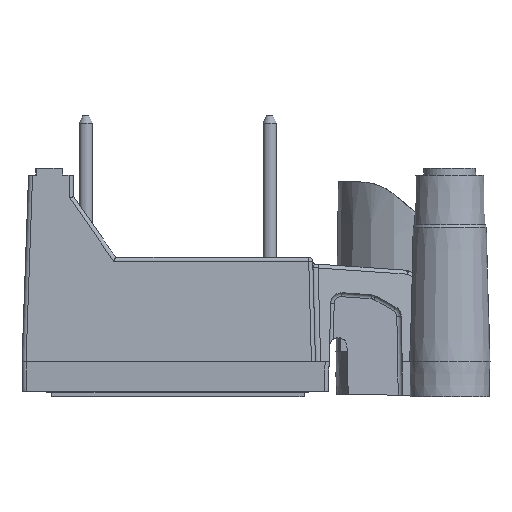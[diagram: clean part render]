
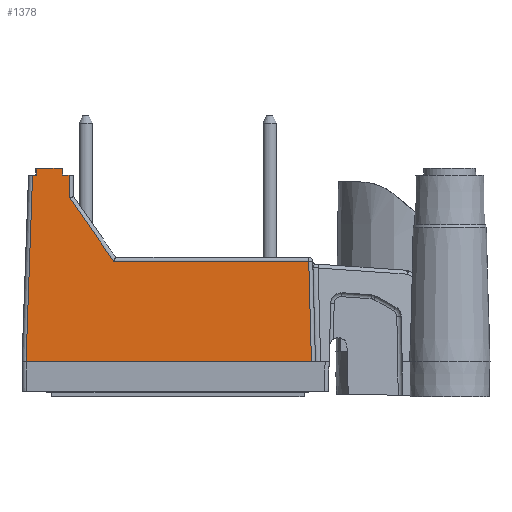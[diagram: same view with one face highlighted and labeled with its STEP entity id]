
A CAD part, left-side view. The second image highlights one B-rep face of the part: STEP entity #1378.
In plain terms, the highlighted planar face has unit normal (-1, 0, 0.026).
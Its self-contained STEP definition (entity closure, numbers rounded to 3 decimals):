
#1378 = ADVANCED_FACE( '', ( #3593 ), #3594, .T. );
#3593 = FACE_OUTER_BOUND( '', #8077, .T. );
#3594 = PLANE( '', #8078 );
#8077 = EDGE_LOOP( '', ( #14760, #14761, #14762, #14763, #14764, #14765, #14766, #14767, #14768, #14769, #14770 ) );
#8078 = AXIS2_PLACEMENT_3D( '', #14771, #14772, #14773 );
#14760 = ORIENTED_EDGE( '', *, *, #22881, .T. );
#14761 = ORIENTED_EDGE( '', *, *, #22882, .T. );
#14762 = ORIENTED_EDGE( '', *, *, #22883, .T. );
#14763 = ORIENTED_EDGE( '', *, *, #22106, .T. );
#14764 = ORIENTED_EDGE( '', *, *, #22884, .T. );
#14765 = ORIENTED_EDGE( '', *, *, #22885, .F. );
#14766 = ORIENTED_EDGE( '', *, *, #22886, .T. );
#14767 = ORIENTED_EDGE( '', *, *, #22887, .T. );
#14768 = ORIENTED_EDGE( '', *, *, #22888, .F. );
#14769 = ORIENTED_EDGE( '', *, *, #22889, .T. );
#14770 = ORIENTED_EDGE( '', *, *, #22721, .T. );
#14771 = CARTESIAN_POINT( '', ( -17.3, -0.035, 2.305 ) );
#14772 = DIRECTION( '', ( -1., 0., 0.026 ) );
#14773 = DIRECTION( '', ( 0.026, 0., 1. ) );
#22106 = EDGE_CURVE( '', #25422, #25420, #25423, .T. );
#22721 = EDGE_CURVE( '', #26488, #26486, #26489, .T. );
#22881 = EDGE_CURVE( '', #26486, #26755, #26756, .F. );
#22882 = EDGE_CURVE( '', #26755, #26757, #26758, .F. );
#22883 = EDGE_CURVE( '', #26757, #25422, #26759, .T. );
#22884 = EDGE_CURVE( '', #25420, #26760, #26761, .T. );
#22885 = EDGE_CURVE( '', #26762, #26760, #26763, .F. );
#22886 = EDGE_CURVE( '', #26762, #26764, #26765, .T. );
#22887 = EDGE_CURVE( '', #26764, #26766, #26767, .T. );
#22888 = EDGE_CURVE( '', #26768, #26766, #26769, .F. );
#22889 = EDGE_CURVE( '', #26768, #26488, #26770, .F. );
#25420 = VERTEX_POINT( '', #30264 );
#25422 = VERTEX_POINT( '', #30266 );
#25423 = ELLIPSE( '', #30267, 54.356, 1.061 );
#26486 = VERTEX_POINT( '', #32610 );
#26488 = VERTEX_POINT( '', #32612 );
#26489 = LINE( '', #32613, #32614 );
#26755 = VERTEX_POINT( '', #33078 );
#26756 = LINE( '', #33079, #33080 );
#26757 = VERTEX_POINT( '', #33081 );
#26758 = LINE( '', #33082, #33083 );
#26759 = LINE( '', #33084, #33085 );
#26760 = VERTEX_POINT( '', #33086 );
#26761 = LINE( '', #33087, #33088 );
#26762 = VERTEX_POINT( '', #33089 );
#26763 = ELLIPSE( '', #33090, 54.356, 1.061 );
#26764 = VERTEX_POINT( '', #33091 );
#26765 = LINE( '', #33092, #33093 );
#26766 = VERTEX_POINT( '', #33094 );
#26767 = LINE( '', #33095, #33096 );
#26768 = VERTEX_POINT( '', #33097 );
#26769 = LINE( '', #33098, #33099 );
#26770 = LINE( '', #33100, #33101 );
#30264 = CARTESIAN_POINT( '', ( -16.923, 8.609, 16.705 ) );
#30266 = CARTESIAN_POINT( '', ( -16.936, 8.605, 16.205 ) );
#30267 = AXIS2_PLACEMENT_3D( '', #39508, #39509, #39510 );
#32610 = CARTESIAN_POINT( '', ( -17.103, 4.77, 9.813 ) );
#32612 = CARTESIAN_POINT( '', ( -17.103, -9.754, 9.813 ) );
#32613 = CARTESIAN_POINT( '', ( -17.103, 4.614, 9.813 ) );
#32614 = VECTOR( '', #40152, 1000. );
#33078 = CARTESIAN_POINT( '', ( -16.98, 8.063, 14.516 ) );
#33079 = CARTESIAN_POINT( '', ( -17.294, -0.339, 2.518 ) );
#33080 = VECTOR( '', #40302, 1000. );
#33081 = CARTESIAN_POINT( '', ( -16.936, 8.093, 16.205 ) );
#33082 = CARTESIAN_POINT( '', ( -17.304, 7.848, 2.168 ) );
#33083 = VECTOR( '', #40303, 1000. );
#33084 = CARTESIAN_POINT( '', ( -16.936, -0.035, 16.205 ) );
#33085 = VECTOR( '', #40304, 1000. );
#33086 = CARTESIAN_POINT( '', ( -16.923, 10.508, 16.705 ) );
#33087 = CARTESIAN_POINT( '', ( -16.923, -0.035, 16.705 ) );
#33088 = VECTOR( '', #40305, 1000. );
#33089 = CARTESIAN_POINT( '', ( -16.936, 10.513, 16.205 ) );
#33090 = AXIS2_PLACEMENT_3D( '', #40306, #40307, #40308 );
#33091 = CARTESIAN_POINT( '', ( -16.936, 10.815, 16.205 ) );
#33092 = CARTESIAN_POINT( '', ( -16.936, -0.035, 16.205 ) );
#33093 = VECTOR( '', #40309, 1000. );
#33094 = CARTESIAN_POINT( '', ( -17.3, 11.3, 2.305 ) );
#33095 = CARTESIAN_POINT( '', ( -17.29, 11.286, 2.701 ) );
#33096 = VECTOR( '', #40310, 1000. );
#33097 = CARTESIAN_POINT( '', ( -17.3, -9.95, 2.305 ) );
#33098 = CARTESIAN_POINT( '', ( -17.3, -0.035, 2.305 ) );
#33099 = VECTOR( '', #40311, 1000. );
#33100 = CARTESIAN_POINT( '', ( -17.096, -9.746, 10.098 ) );
#33101 = VECTOR( '', #40312, 1000. );
#39508 = CARTESIAN_POINT( '', ( -17.557, 9.559, -7.52 ) );
#39509 = DIRECTION( '', ( -1., 0., 0.026 ) );
#39510 = DIRECTION( '', ( -0.026, 0., -1. ) );
#40152 = DIRECTION( '', ( 0., 1., 0. ) );
#40302 = DIRECTION( '', ( -0.021, -0.573, -0.819 ) );
#40303 = DIRECTION( '', ( -0.026, -0.017, -1. ) );
#40304 = DIRECTION( '', ( 0., 1., 0. ) );
#40305 = DIRECTION( '', ( 0., 1., 0. ) );
#40306 = CARTESIAN_POINT( '', ( -17.557, 9.559, -7.52 ) );
#40307 = DIRECTION( '', ( -1., 0., 0.026 ) );
#40308 = DIRECTION( '', ( -0.026, 0., -1. ) );
#40309 = DIRECTION( '', ( 0., 1., 0. ) );
#40310 = DIRECTION( '', ( -0.026, 0.035, -0.999 ) );
#40311 = DIRECTION( '', ( 0., -1., 0. ) );
#40312 = DIRECTION( '', ( -0.026, -0.026, -0.999 ) );
